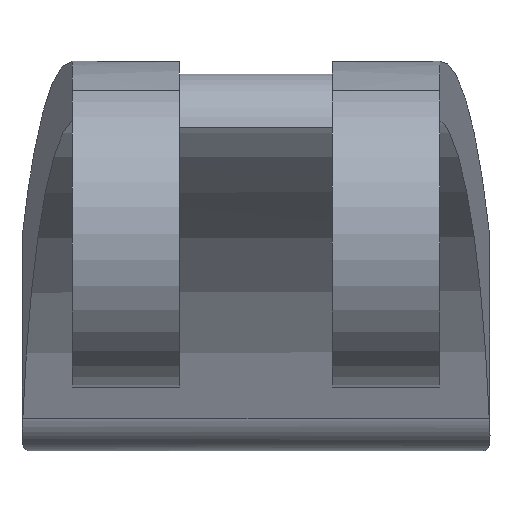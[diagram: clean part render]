
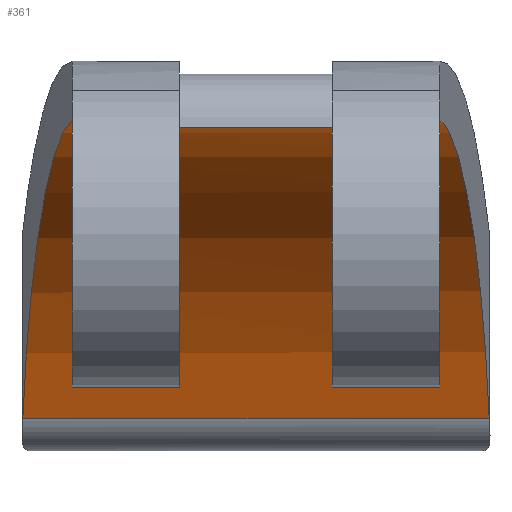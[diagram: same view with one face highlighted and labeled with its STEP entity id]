
A CAD part, top view. The second image highlights one B-rep face of the part: STEP entity #361.
In plain terms, the highlighted cylindrical face has radius 124.46 mm (diameter 248.92 mm), a partial arc.
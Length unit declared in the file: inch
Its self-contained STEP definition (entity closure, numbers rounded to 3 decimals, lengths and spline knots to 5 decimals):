
#18=CYLINDRICAL_SURFACE('',#408,4.9);
#32=CIRCLE('',#409,4.9);
#33=CIRCLE('',#411,4.9);
#34=CIRCLE('',#412,4.9);
#56=FACE_OUTER_BOUND('',#76,.T.);
#76=EDGE_LOOP('',(#256,#257,#258,#259,#260,#261,#262,#263,#264));
#100=LINE('',#589,#117);
#103=LINE('',#636,#120);
#108=LINE('',#703,#125);
#109=LINE('',#710,#126);
#117=VECTOR('',#461,1.37795);
#120=VECTOR('',#470,137.79528);
#125=VECTOR('',#483,1.37795);
#126=VECTOR('',#490,137.79528);
#133=ELLIPSE('',#395,4.94301,4.9);
#136=ELLIPSE('',#410,4.94374,4.9);
#141=VERTEX_POINT('',#557);
#142=VERTEX_POINT('',#562);
#147=VERTEX_POINT('',#588);
#150=VERTEX_POINT('',#595);
#156=VERTEX_POINT('',#701);
#157=VERTEX_POINT('',#702);
#158=VERTEX_POINT('',#704);
#159=VERTEX_POINT('',#707);
#160=VERTEX_POINT('',#709);
#175=EDGE_CURVE('',#142,#141,#133,.T.);
#182=EDGE_CURVE('',#141,#147,#100,.T.);
#189=EDGE_CURVE('',#142,#150,#103,.T.);
#196=EDGE_CURVE('',#156,#157,#108,.T.);
#197=EDGE_CURVE('',#157,#158,#32,.T.);
#198=EDGE_CURVE('',#158,#150,#136,.T.);
#199=EDGE_CURVE('',#147,#159,#33,.T.);
#200=EDGE_CURVE('',#159,#160,#109,.T.);
#201=EDGE_CURVE('',#156,#160,#34,.T.);
#256=ORIENTED_EDGE('',*,*,#196,.T.);
#257=ORIENTED_EDGE('',*,*,#197,.T.);
#258=ORIENTED_EDGE('',*,*,#198,.T.);
#259=ORIENTED_EDGE('',*,*,#189,.F.);
#260=ORIENTED_EDGE('',*,*,#175,.T.);
#261=ORIENTED_EDGE('',*,*,#182,.T.);
#262=ORIENTED_EDGE('',*,*,#199,.T.);
#263=ORIENTED_EDGE('',*,*,#200,.T.);
#264=ORIENTED_EDGE('',*,*,#201,.F.);
#361=ADVANCED_FACE('',(#56),#18,.F.);
#395=AXIS2_PLACEMENT_3D('',#563,#446,#447);
#408=AXIS2_PLACEMENT_3D('',#700,#481,#482);
#409=AXIS2_PLACEMENT_3D('',#705,#484,#485);
#410=AXIS2_PLACEMENT_3D('',#706,#486,#487);
#411=AXIS2_PLACEMENT_3D('',#708,#488,#489);
#412=AXIS2_PLACEMENT_3D('',#711,#491,#492);
#446=DIRECTION('center_axis',(0.991,0.,0.132));
#447=DIRECTION('ref_axis',(-0.132,0.,0.991));
#461=DIRECTION('',(-1.,0.,0.));
#470=DIRECTION('',(-1.,0.,0.));
#481=DIRECTION('center_axis',(1.,0.,0.));
#482=DIRECTION('ref_axis',(0.,0.,1.));
#483=DIRECTION('',(-1.,0.,0.));
#484=DIRECTION('center_axis',(-1.,0.,0.));
#485=DIRECTION('ref_axis',(0.,1.,0.));
#486=DIRECTION('center_axis',(-0.991,0.,0.133));
#487=DIRECTION('ref_axis',(-0.133,0.,-0.991));
#488=DIRECTION('center_axis',(-1.,0.,0.));
#489=DIRECTION('ref_axis',(0.,0.,1.));
#490=DIRECTION('',(-1.,0.,0.));
#491=DIRECTION('center_axis',(-1.,0.,0.));
#492=DIRECTION('ref_axis',(0.,0.,1.));
#557=CARTESIAN_POINT('',(2.1009,1.30844,-1.16187));
#562=CARTESIAN_POINT('',(2.66701,-2.10012,-5.425));
#563=CARTESIAN_POINT('Origin',(2.04649,-3.57438,-0.75205));
#588=CARTESIAN_POINT('',(0.87506,1.30849,-1.16211));
#589=CARTESIAN_POINT('',(2.10006,1.30843,-1.16211));
#595=CARTESIAN_POINT('',(-2.66604,-2.09988,-5.425));
#636=CARTESIAN_POINT('',(2.7999,-2.10013,-5.425));
#700=CARTESIAN_POINT('Origin',(2.79983,-3.57441,-0.75205));
#701=CARTESIAN_POINT('',(-0.87494,1.30857,-1.16211));
#702=CARTESIAN_POINT('',(-2.1,1.30863,-1.16201));
#703=CARTESIAN_POINT('',(2.80006,1.3084,-1.16211));
#704=CARTESIAN_POINT('',(-2.1,1.30545,-1.19829));
#705=CARTESIAN_POINT('Origin',(-2.1,-3.57419,-0.75205));
#706=CARTESIAN_POINT('Origin',(-2.04024,-3.57419,-0.75205));
#707=CARTESIAN_POINT('',(0.87506,1.22298,-1.75));
#708=CARTESIAN_POINT('Origin',(0.87483,-3.57432,-0.75205));
#709=CARTESIAN_POINT('',(-0.87494,1.22306,-1.75));
#710=CARTESIAN_POINT('',(2.80006,1.22289,-1.75));
#711=CARTESIAN_POINT('Origin',(-0.87517,-3.57424,-0.75205));
